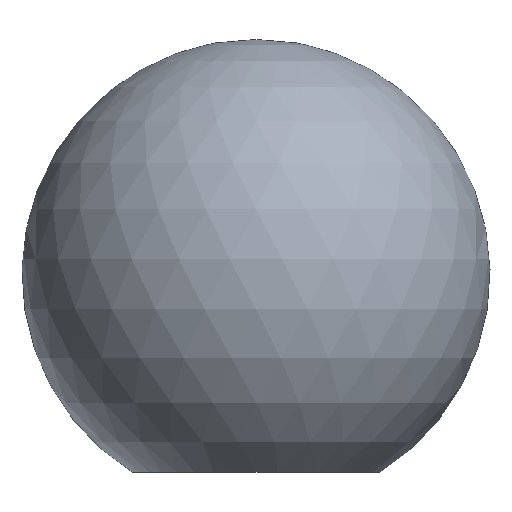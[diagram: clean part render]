
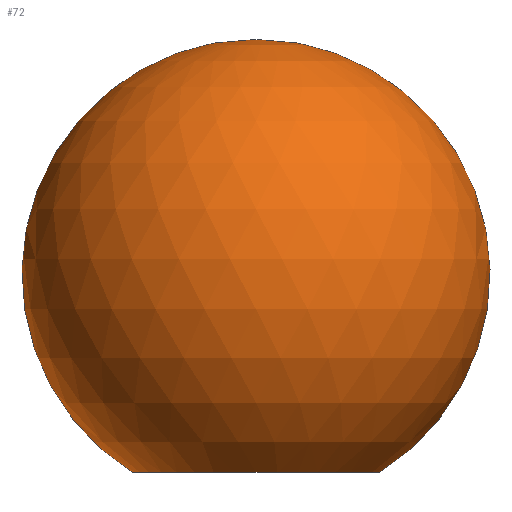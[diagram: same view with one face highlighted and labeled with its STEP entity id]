
A CAD part, front view. The second image highlights one B-rep face of the part: STEP entity #72.
In plain terms, the highlighted spherical face has radius 20 mm.
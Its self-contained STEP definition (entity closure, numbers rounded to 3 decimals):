
#62=EDGE_CURVE('',#80,#68,#152,.T.);
#68=VERTEX_POINT('',#159);
#72=ADVANCED_FACE('',(#164),#165,.T.);
#80=VERTEX_POINT('',#175);
#102=VERTEX_POINT('',#198);
#106=EDGE_CURVE('',#102,#68,#202,.T.);
#130=EDGE_CURVE('',#80,#102,#228,.T.);
#152=CIRCLE('',#241,10.536);
#159=CARTESIAN_POINT('',(-10.536,0.,0.));
#164=FACE_OUTER_BOUND('',#254,.T.);
#165=SPHERICAL_SURFACE('',#255,20.0);
#175=CARTESIAN_POINT('',(10.536,0.,0.));
#198=CARTESIAN_POINT('',(0.,0.,37.));
#202=CIRCLE('',#300,20.0);
#228=CIRCLE('',#337,20.0);
#241=AXIS2_PLACEMENT_3D('',#347,#348,#349);
#254=EDGE_LOOP('',(#370,#371,#372));
#255=AXIS2_PLACEMENT_3D('',#373,#374,#375);
#300=AXIS2_PLACEMENT_3D('',#414,#415,#416);
#337=AXIS2_PLACEMENT_3D('',#441,#442,#443);
#347=CARTESIAN_POINT('',(0.,0.,0.));
#348=DIRECTION('',(0.0,0.0,-1.0));
#349=DIRECTION('',(1.0,0.,0.0));
#370=ORIENTED_EDGE('',*,*,#106,.T.);
#371=ORIENTED_EDGE('',*,*,#62,.F.);
#372=ORIENTED_EDGE('',*,*,#130,.T.);
#373=CARTESIAN_POINT('',(0.,0.,17.));
#374=DIRECTION('',(0.0,0.0,-1.0));
#375=DIRECTION('',(-1.0,0.0,0.0));
#414=CARTESIAN_POINT('',(0.,0.,17.));
#415=DIRECTION('',(0.,-1.0,0.0));
#416=DIRECTION('',(0.0,0.0,1.0));
#441=CARTESIAN_POINT('',(0.,0.,17.));
#442=DIRECTION('',(0.,-1.0,0.0));
#443=DIRECTION('',(0.0,0.0,1.0));
